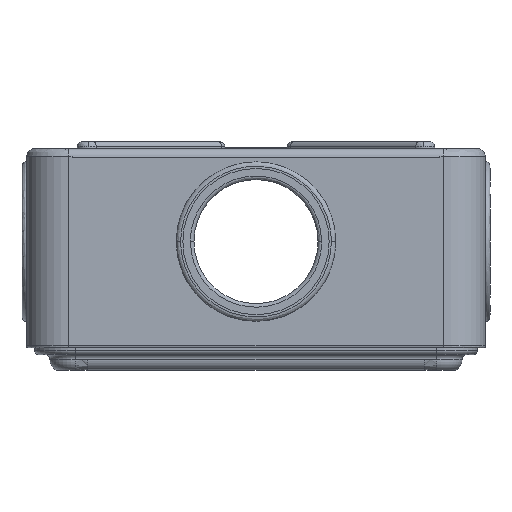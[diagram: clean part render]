
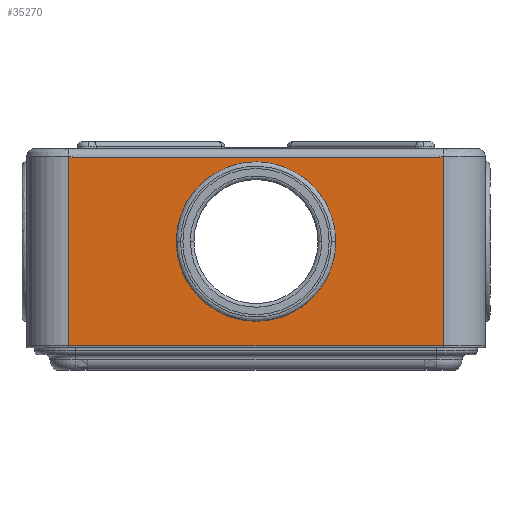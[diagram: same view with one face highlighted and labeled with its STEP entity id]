
A CAD part, left-side view. The second image highlights one B-rep face of the part: STEP entity #35270.
In plain terms, the highlighted planar face has unit normal (-1, 0, 0).
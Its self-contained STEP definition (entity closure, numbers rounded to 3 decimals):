
#745 = ORIENTED_EDGE ( 'NONE', *, *, #12461, .F. ) ;
#874 = DIRECTION ( 'NONE',  ( 0., 0., -1. ) ) ;
#2233 = DIRECTION ( 'NONE',  ( 0., 0., -1. ) ) ;
#3924 = EDGE_CURVE ( 'NONE', #12934, #7138, #10577, .T. ) ;
#3927 = LINE ( 'NONE', #39566, #11557 ) ;
#4177 = VERTEX_POINT ( 'NONE', #36598 ) ;
#4588 = VECTOR ( 'NONE', #16337, 1000. ) ;
#5366 = ORIENTED_EDGE ( 'NONE', *, *, #26299, .F. ) ;
#5530 = AXIS2_PLACEMENT_3D ( 'NONE', #7700, #26755, #13230 ) ;
#5673 = VERTEX_POINT ( 'NONE', #29562 ) ;
#6017 = ORIENTED_EDGE ( 'NONE', *, *, #41691, .F. ) ;
#6331 = PLANE ( 'NONE',  #20572 ) ;
#6873 = ORIENTED_EDGE ( 'NONE', *, *, #3924, .F. ) ;
#7105 = VECTOR ( 'NONE', #25453, 1000. ) ;
#7138 = VERTEX_POINT ( 'NONE', #28876 ) ;
#7427 = ORIENTED_EDGE ( 'NONE', *, *, #34362, .F. ) ;
#7700 = CARTESIAN_POINT ( 'NONE',  ( -51.8, 0., 29. ) ) ;
#7718 = CARTESIAN_POINT ( 'NONE',  ( -51.8, 42.3, 5.5 ) ) ;
#7723 = VERTEX_POINT ( 'NONE', #18504 ) ;
#8002 = VECTOR ( 'NONE', #2233, 1000. ) ;
#8379 = EDGE_LOOP ( 'NONE', ( #5366, #25034, #19563, #35615, #7427, #6873, #745, #19260 ) ) ;
#8450 = DIRECTION ( 'NONE',  ( 0., -1., 0. ) ) ;
#9330 = DIRECTION ( 'NONE',  ( 1., 0., 0. ) ) ;
#9749 = VERTEX_POINT ( 'NONE', #31397 ) ;
#10496 = LINE ( 'NONE', #21923, #22567 ) ;
#10577 = LINE ( 'NONE', #18403, #8002 ) ;
#10846 = VERTEX_POINT ( 'NONE', #38868 ) ;
#11311 = LINE ( 'NONE', #40033, #27424 ) ;
#11557 = VECTOR ( 'NONE', #33278, 1000. ) ;
#12130 = CIRCLE ( 'NONE', #29555, 18. ) ;
#12461 = EDGE_CURVE ( 'NONE', #4177, #12934, #3927, .T. ) ;
#12934 = VERTEX_POINT ( 'NONE', #21072 ) ;
#13199 = CARTESIAN_POINT ( 'NONE',  ( -51.8, 42.3, 5. ) ) ;
#13230 = DIRECTION ( 'NONE',  ( 0., -1., 0. ) ) ;
#13713 = LINE ( 'NONE', #37813, #28774 ) ;
#16337 = DIRECTION ( 'NONE',  ( 0., 1., 0. ) ) ;
#17458 = CARTESIAN_POINT ( 'NONE',  ( -51.8, -42.3, 5.5 ) ) ;
#17757 = LINE ( 'NONE', #13199, #7105 ) ;
#18403 = CARTESIAN_POINT ( 'NONE',  ( -51.8, 41.5, 5. ) ) ;
#18504 = CARTESIAN_POINT ( 'NONE',  ( -51.8, 18., 29. ) ) ;
#18732 = VERTEX_POINT ( 'NONE', #17458 ) ;
#19260 = ORIENTED_EDGE ( 'NONE', *, *, #30425, .F. ) ;
#19563 = ORIENTED_EDGE ( 'NONE', *, *, #41652, .F. ) ;
#20204 = DIRECTION ( 'NONE',  ( 0., -1., 0. ) ) ;
#20572 = AXIS2_PLACEMENT_3D ( 'NONE', #39588, #9330, #20204 ) ;
#21072 = CARTESIAN_POINT ( 'NONE',  ( -51.8, 41.5, 48.2 ) ) ;
#21228 = CIRCLE ( 'NONE', #5530, 18. ) ;
#21288 = CARTESIAN_POINT ( 'NONE',  ( -51.8, 0., 29. ) ) ;
#21923 = CARTESIAN_POINT ( 'NONE',  ( -51.8, -42.3, 5. ) ) ;
#22567 = VECTOR ( 'NONE', #25912, 1000. ) ;
#22805 = FACE_BOUND ( 'NONE', #29039, .T. ) ;
#25034 = ORIENTED_EDGE ( 'NONE', *, *, #40785, .F. ) ;
#25365 = EDGE_CURVE ( 'NONE', #5673, #7723, #21228, .T. ) ;
#25453 = DIRECTION ( 'NONE',  ( 0., 0., 1. ) ) ;
#25912 = DIRECTION ( 'NONE',  ( 0., 0., -1. ) ) ;
#26299 = EDGE_CURVE ( 'NONE', #18732, #33410, #30863, .T. ) ;
#26755 = DIRECTION ( 'NONE',  ( -1., 0., 0. ) ) ;
#27424 = VECTOR ( 'NONE', #39455, 1000. ) ;
#27906 = DIRECTION ( 'NONE',  ( -1., 0., 0. ) ) ;
#28774 = VECTOR ( 'NONE', #31138, 1000. ) ;
#28876 = CARTESIAN_POINT ( 'NONE',  ( -51.8, 41.5, 48. ) ) ;
#29039 = EDGE_LOOP ( 'NONE', ( #40845, #6017 ) ) ;
#29342 = LINE ( 'NONE', #35398, #33872 ) ;
#29555 = AXIS2_PLACEMENT_3D ( 'NONE', #21288, #27906, #8450 ) ;
#29562 = CARTESIAN_POINT ( 'NONE',  ( -51.8, -18., 29. ) ) ;
#30425 = EDGE_CURVE ( 'NONE', #33410, #4177, #17757, .T. ) ;
#30863 = LINE ( 'NONE', #35790, #4588 ) ;
#31138 = DIRECTION ( 'NONE',  ( 0., -1., 0. ) ) ;
#31397 = CARTESIAN_POINT ( 'NONE',  ( -51.8, -42.3, 48.2 ) ) ;
#32920 = CARTESIAN_POINT ( 'NONE',  ( -51.8, -41.5, 48.2 ) ) ;
#33278 = DIRECTION ( 'NONE',  ( 0., -1., 0. ) ) ;
#33410 = VERTEX_POINT ( 'NONE', #7718 ) ;
#33872 = VECTOR ( 'NONE', #874, 1000. ) ;
#34362 = EDGE_CURVE ( 'NONE', #7138, #10846, #11311, .T. ) ;
#35270 = ADVANCED_FACE ( 'NONE', ( #22805, #40060 ), #6331, .F. ) ;
#35398 = CARTESIAN_POINT ( 'NONE',  ( -51.8, -41.5, 10. ) ) ;
#35615 = ORIENTED_EDGE ( 'NONE', *, *, #35743, .T. ) ;
#35743 = EDGE_CURVE ( 'NONE', #38531, #10846, #29342, .T. ) ;
#35790 = CARTESIAN_POINT ( 'NONE',  ( -51.8, -51.8, 5.5 ) ) ;
#36598 = CARTESIAN_POINT ( 'NONE',  ( -51.8, 42.3, 48.2 ) ) ;
#37813 = CARTESIAN_POINT ( 'NONE',  ( -51.8, -51.8, 48.2 ) ) ;
#38531 = VERTEX_POINT ( 'NONE', #32920 ) ;
#38868 = CARTESIAN_POINT ( 'NONE',  ( -51.8, -41.5, 48. ) ) ;
#39455 = DIRECTION ( 'NONE',  ( 0., -1., 0. ) ) ;
#39566 = CARTESIAN_POINT ( 'NONE',  ( -51.8, -51.8, 48.2 ) ) ;
#39588 = CARTESIAN_POINT ( 'NONE',  ( -51.8, -51.8, 5. ) ) ;
#40033 = CARTESIAN_POINT ( 'NONE',  ( -51.8, -51.8, 48. ) ) ;
#40060 = FACE_OUTER_BOUND ( 'NONE', #8379, .T. ) ;
#40785 = EDGE_CURVE ( 'NONE', #9749, #18732, #10496, .T. ) ;
#40845 = ORIENTED_EDGE ( 'NONE', *, *, #25365, .F. ) ;
#41652 = EDGE_CURVE ( 'NONE', #38531, #9749, #13713, .T. ) ;
#41691 = EDGE_CURVE ( 'NONE', #7723, #5673, #12130, .T. ) ;
